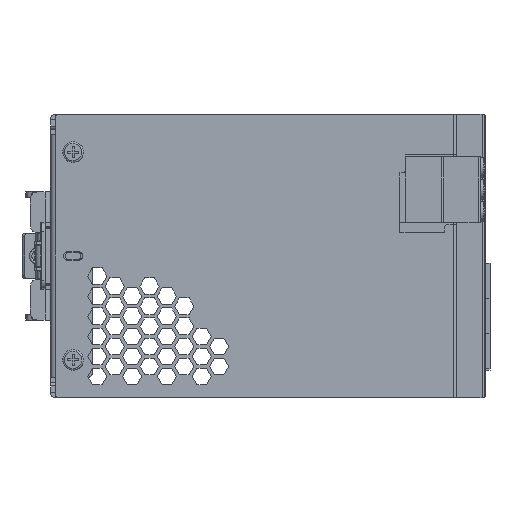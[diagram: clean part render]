
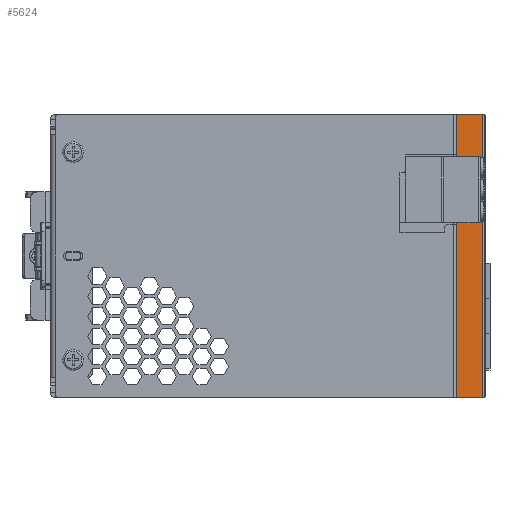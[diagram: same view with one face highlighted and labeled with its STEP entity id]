
A CAD part, front view. The second image highlights one B-rep face of the part: STEP entity #5624.
In plain terms, the highlighted planar face has unit normal (0, -1, 0).
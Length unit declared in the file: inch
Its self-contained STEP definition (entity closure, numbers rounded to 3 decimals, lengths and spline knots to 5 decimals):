
#613 = LINE ( 'NONE', #21692, #64450 ) ;
#766 = DIRECTION ( 'NONE',  ( -1., 0., 0. ) ) ;
#5624 = ADVANCED_FACE ( 'NONE', ( #86079 ), #13249, .F. ) ;
#5828 = LINE ( 'NONE', #7237, #45840 ) ;
#7237 = CARTESIAN_POINT ( 'NONE',  ( 4.55574, -1.55118, -1.61417 ) ) ;
#8737 = DIRECTION ( 'NONE',  ( 0., 0., 1. ) ) ;
#12888 = VERTEX_POINT ( 'NONE', #27661 ) ;
#13249 = PLANE ( 'NONE',  #55617 ) ;
#14998 = DIRECTION ( 'NONE',  ( -1., 0., 0. ) ) ;
#16871 = CARTESIAN_POINT ( 'NONE',  ( 4.84646, -1.55118, -1.61417 ) ) ;
#17106 = EDGE_LOOP ( 'NONE', ( #23651, #37583, #73531, #89345 ) ) ;
#18463 = VERTEX_POINT ( 'NONE', #69169 ) ;
#21692 = CARTESIAN_POINT ( 'NONE',  ( 4.84646, -1.55118, 1.61417 ) ) ;
#22400 = VERTEX_POINT ( 'NONE', #94197 ) ;
#23651 = ORIENTED_EDGE ( 'NONE', *, *, #32038, .T. ) ;
#27661 = CARTESIAN_POINT ( 'NONE',  ( 4.84646, -1.55118, -1.61417 ) ) ;
#32038 = EDGE_CURVE ( 'NONE', #12888, #22400, #81568, .T. ) ;
#36504 = DIRECTION ( 'NONE',  ( 0., 0., 1. ) ) ;
#37583 = ORIENTED_EDGE ( 'NONE', *, *, #62142, .T. ) ;
#42510 = CARTESIAN_POINT ( 'NONE',  ( 4.84646, -1.55118, -1.61417 ) ) ;
#42537 = VECTOR ( 'NONE', #51031, 39.37008 ) ;
#45795 = EDGE_CURVE ( 'NONE', #88170, #18463, #5828, .T. ) ;
#45840 = VECTOR ( 'NONE', #36504, 39.37008 ) ;
#46913 = VECTOR ( 'NONE', #8737, 39.37008 ) ;
#51031 = DIRECTION ( 'NONE',  ( -1., 0., 0. ) ) ;
#52921 = LINE ( 'NONE', #88856, #42537 ) ;
#55617 = AXIS2_PLACEMENT_3D ( 'NONE', #42510, #88907, #766 ) ;
#62142 = EDGE_CURVE ( 'NONE', #22400, #18463, #613, .T. ) ;
#63148 = CARTESIAN_POINT ( 'NONE',  ( 4.55574, -1.55118, -1.61417 ) ) ;
#64450 = VECTOR ( 'NONE', #14998, 39.37008 ) ;
#69169 = CARTESIAN_POINT ( 'NONE',  ( 4.55574, -1.55118, 1.61417 ) ) ;
#73531 = ORIENTED_EDGE ( 'NONE', *, *, #45795, .F. ) ;
#81568 = LINE ( 'NONE', #16871, #46913 ) ;
#86079 = FACE_OUTER_BOUND ( 'NONE', #17106, .T. ) ;
#88170 = VERTEX_POINT ( 'NONE', #63148 ) ;
#88856 = CARTESIAN_POINT ( 'NONE',  ( 4.84646, -1.55118, -1.61417 ) ) ;
#88907 = DIRECTION ( 'NONE',  ( 0., 1., 0. ) ) ;
#88926 = EDGE_CURVE ( 'NONE', #12888, #88170, #52921, .T. ) ;
#89345 = ORIENTED_EDGE ( 'NONE', *, *, #88926, .F. ) ;
#94197 = CARTESIAN_POINT ( 'NONE',  ( 4.84646, -1.55118, 1.61417 ) ) ;
